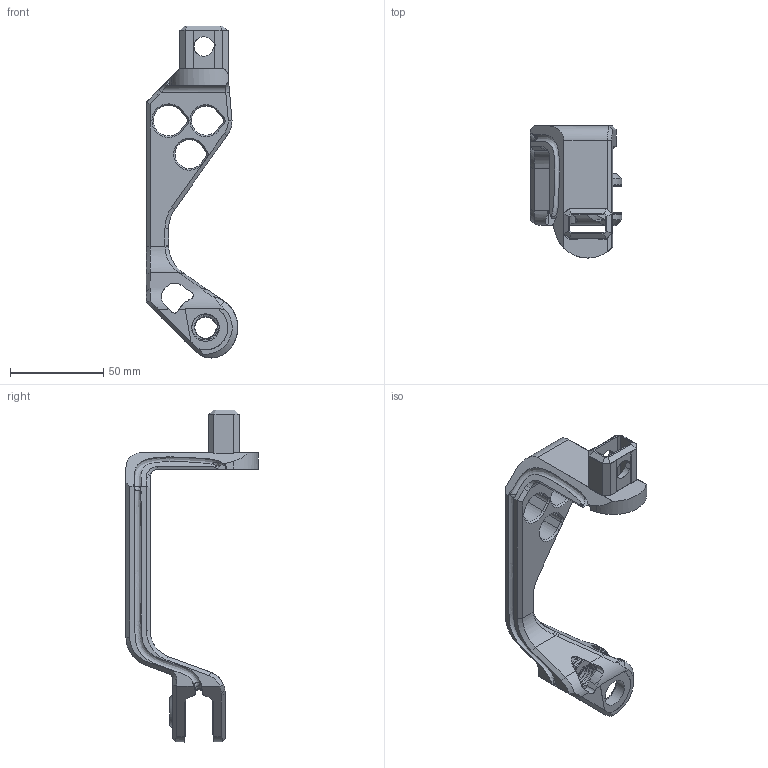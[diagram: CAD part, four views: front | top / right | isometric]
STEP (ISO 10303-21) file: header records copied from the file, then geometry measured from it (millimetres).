
FILE_DESCRIPTION(/* description */ (''),/* implementation_level */ '2;1');
FILE_NAME(/* name */ 'To_Github2.step',/* time_stamp */ '2024-06-18T12:58:52-07:00',/* author */ (''),/* organization */ (''),/* preprocessor_version */ 'ST-DEVELOPER v20',/* originating_system */ 'Autodesk Translation Framework v13.14.0.145',/* authorisation */ '');
FILE_SCHEMA (('AUTOMOTIVE_DESIGN { 1 0 10303 214 3 1 1 }'));
Products named in the file (1): To_Github2
Bounding box: 49.08 x 70.95 x 178.25 mm (x, y, z)
Volume: 126886.5 mm3; surface area: 53198.4 mm2
Topology: 2 solids, 2 shells, 1021 faces, 2921 edges, 1886 vertices
Faces by surface type: plane 471, bspline 302, cylinder 178, cone 68, torus 2
Full cylindrical faces by diameter (mm): 14.716 x4, 14.8 x2, 18 x2
Entity records: 50403 total; most frequent: CARTESIAN_POINT 26077, ORIENTED_EDGE 5850, DIRECTION 3963, EDGE_CURVE 2925, VERTEX_POINT 1888, LINE 1379, VECTOR 1379, AXIS2_PLACEMENT_3D 1292
